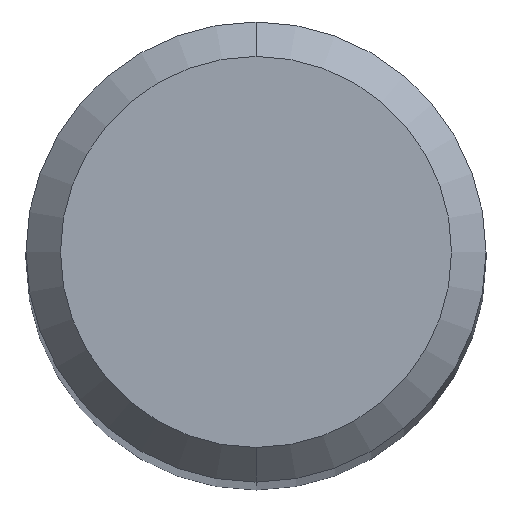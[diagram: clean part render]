
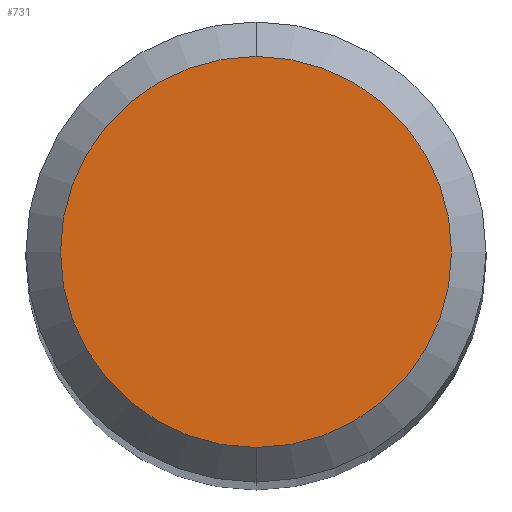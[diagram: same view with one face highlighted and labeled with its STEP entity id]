
A CAD part, top view. The second image highlights one B-rep face of the part: STEP entity #731.
In plain terms, the highlighted planar face has unit normal (0, 0, 1).
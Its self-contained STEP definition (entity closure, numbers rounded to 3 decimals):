
#461=EDGE_CURVE('',#959,#685,#1132,.T.);
#527=EDGE_CURVE('',#685,#959,#1205,.T.);
#685=VERTEX_POINT('',#1374);
#731=ADVANCED_FACE('',(#1424),#1425,.T.);
#959=VERTEX_POINT('',#1675);
#1132=CIRCLE('',#2066,1.7);
#1205=CIRCLE('',#2412,1.7);
#1374=CARTESIAN_POINT('',(0.,-1.7,0.0));
#1424=FACE_OUTER_BOUND('',#3145,.T.);
#1425=PLANE('',#3146);
#1675=CARTESIAN_POINT('',(0.0,1.7,0.0));
#2066=AXIS2_PLACEMENT_3D('',#4164,#4165,#4166);
#2412=AXIS2_PLACEMENT_3D('',#4233,#4234,#4235);
#3145=EDGE_LOOP('',(#4425,#4426));
#3146=AXIS2_PLACEMENT_3D('',#4427,#4428,#4429);
#4164=CARTESIAN_POINT('',(0.0,0.0,0.0));
#4165=DIRECTION('',(0.0,0.0,-1.0));
#4166=DIRECTION('',(0.0,1.0,0.0));
#4233=CARTESIAN_POINT('',(0.0,0.0,0.0));
#4234=DIRECTION('',(0.0,0.0,-1.0));
#4235=DIRECTION('',(0.0,1.0,0.0));
#4425=ORIENTED_EDGE('',*,*,#461,.F.);
#4426=ORIENTED_EDGE('',*,*,#527,.F.);
#4427=CARTESIAN_POINT('',(0.0,0.85,0.0));
#4428=DIRECTION('',(-0.0,0.0,1.0));
#4429=DIRECTION('',(0.0,-1.0,0.0));
